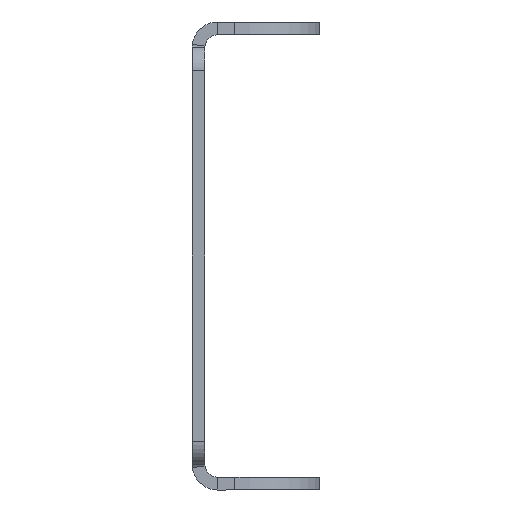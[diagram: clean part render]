
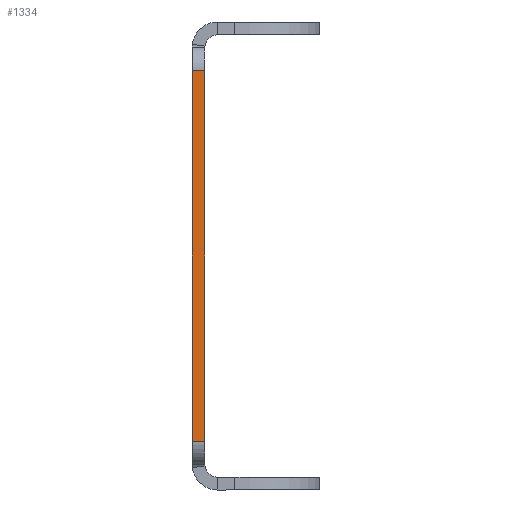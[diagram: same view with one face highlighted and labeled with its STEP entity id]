
A CAD part, left-side view. The second image highlights one B-rep face of the part: STEP entity #1334.
In plain terms, the highlighted planar face has unit normal (-1, 0, 0).
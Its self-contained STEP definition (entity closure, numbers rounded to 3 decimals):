
#12 = EDGE_CURVE ( 'NONE', #722, #485, #15, .T. ) ;
#15 = LINE ( 'NONE', #504, #845 ) ;
#78 = CARTESIAN_POINT ( 'NONE',  ( -447.5, 0., 39.693 ) ) ;
#90 = PLANE ( 'NONE',  #1097 ) ;
#99 = CARTESIAN_POINT ( 'NONE',  ( -447.5, -1.5, 39.693 ) ) ;
#150 = CARTESIAN_POINT ( 'NONE',  ( -447.5, 0., -21.75 ) ) ;
#153 = DIRECTION ( 'NONE',  ( 0., 0., 1. ) ) ;
#257 = VERTEX_POINT ( 'NONE', #150 ) ;
#288 = DIRECTION ( 'NONE',  ( 0., -1., 0. ) ) ;
#327 = ORIENTED_EDGE ( 'NONE', *, *, #12, .T. ) ;
#359 = CARTESIAN_POINT ( 'NONE',  ( -447.5, -1.5, 21.75 ) ) ;
#369 = EDGE_CURVE ( 'NONE', #257, #722, #905, .T. ) ;
#411 = EDGE_CURVE ( 'NONE', #257, #1239, #1130, .T. ) ;
#485 = VERTEX_POINT ( 'NONE', #359 ) ;
#504 = CARTESIAN_POINT ( 'NONE',  ( -447.5, -1.5, 39.693 ) ) ;
#578 = DIRECTION ( 'NONE',  ( 0., 0., 1. ) ) ;
#618 = VECTOR ( 'NONE', #996, 1000. ) ;
#669 = LINE ( 'NONE', #763, #618 ) ;
#719 = EDGE_CURVE ( 'NONE', #485, #1239, #669, .T. ) ;
#722 = VERTEX_POINT ( 'NONE', #1247 ) ;
#763 = CARTESIAN_POINT ( 'NONE',  ( -447.5, 0., 21.75 ) ) ;
#821 = FACE_OUTER_BOUND ( 'NONE', #1361, .T. ) ;
#845 = VECTOR ( 'NONE', #153, 1000. ) ;
#905 = LINE ( 'NONE', #1373, #1232 ) ;
#943 = VECTOR ( 'NONE', #1012, 1000. ) ;
#996 = DIRECTION ( 'NONE',  ( 0., 1., 0. ) ) ;
#998 = CARTESIAN_POINT ( 'NONE',  ( -447.5, 0., 21.75 ) ) ;
#1012 = DIRECTION ( 'NONE',  ( 0., 0., 1. ) ) ;
#1060 = ORIENTED_EDGE ( 'NONE', *, *, #719, .T. ) ;
#1097 = AXIS2_PLACEMENT_3D ( 'NONE', #99, #1140, #578 ) ;
#1130 = LINE ( 'NONE', #78, #943 ) ;
#1140 = DIRECTION ( 'NONE',  ( -1., 0., 0. ) ) ;
#1232 = VECTOR ( 'NONE', #288, 1000. ) ;
#1239 = VERTEX_POINT ( 'NONE', #998 ) ;
#1247 = CARTESIAN_POINT ( 'NONE',  ( -447.5, -1.5, -21.75 ) ) ;
#1334 = ADVANCED_FACE ( 'NONE', ( #821 ), #90, .T. ) ;
#1361 = EDGE_LOOP ( 'NONE', ( #1368, #1496, #327, #1060 ) ) ;
#1368 = ORIENTED_EDGE ( 'NONE', *, *, #411, .F. ) ;
#1373 = CARTESIAN_POINT ( 'NONE',  ( -447.5, -1.5, -21.75 ) ) ;
#1496 = ORIENTED_EDGE ( 'NONE', *, *, #369, .T. ) ;
